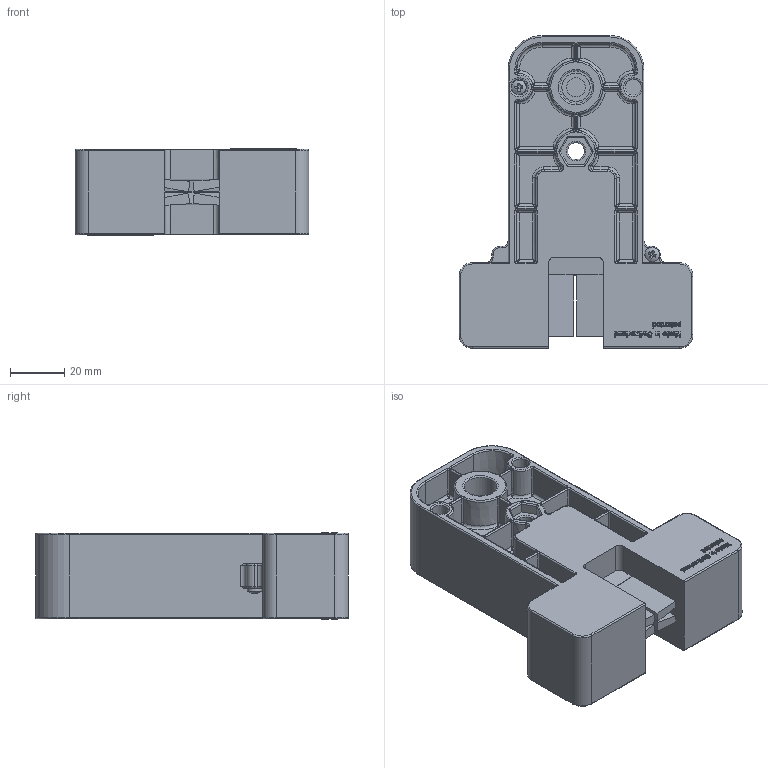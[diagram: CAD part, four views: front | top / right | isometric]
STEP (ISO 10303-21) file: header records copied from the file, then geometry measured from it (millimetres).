
FILE_DESCRIPTION((''),'2;1');
FILE_NAME('2042_Aufzugsbuerste_klein.stp','2012-09-13T15:35:46',('pascalzweiacker'),(''),'Autodesk Inventor 2012','Autodesk Inventor 2012','');
FILE_SCHEMA(('AUTOMOTIVE_DESIGN { 1 0 10303 214 1 1 1 1 }'));
Length unit declared in the file: millimetre
Products named in the file (1): 2042_Aufzugsbuerste_klein
Bounding box: 86 x 115 x 31.9 mm (x, y, z)
Volume: 144268.7 mm3; surface area: 49653.1 mm2
Topology: 1 solids, 19 shells, 1915 faces, 4727 edges, 2864 vertices
Faces by surface type: plane 801, bspline 610, cylinder 324, torus 124, cone 44, sphere 8, revolution 4
Full cylindrical faces by diameter (mm): 1.63 x4, 2.5 x4, 3.2 x2, 3.3 x2, 5.3 x4, 6 x4, 6.2 x1, 7 x1, 7.9 x2, 10.414 x1, 12 x2, 13 x1
Entity records: 64285 total; most frequent: CARTESIAN_POINT 23063, ORIENTED_EDGE 9182, DIRECTION 7168, EDGE_CURVE 4591, VERTEX_POINT 2850, VECTOR 2456, LINE 2456, AXIS2_PLACEMENT_3D 2354
